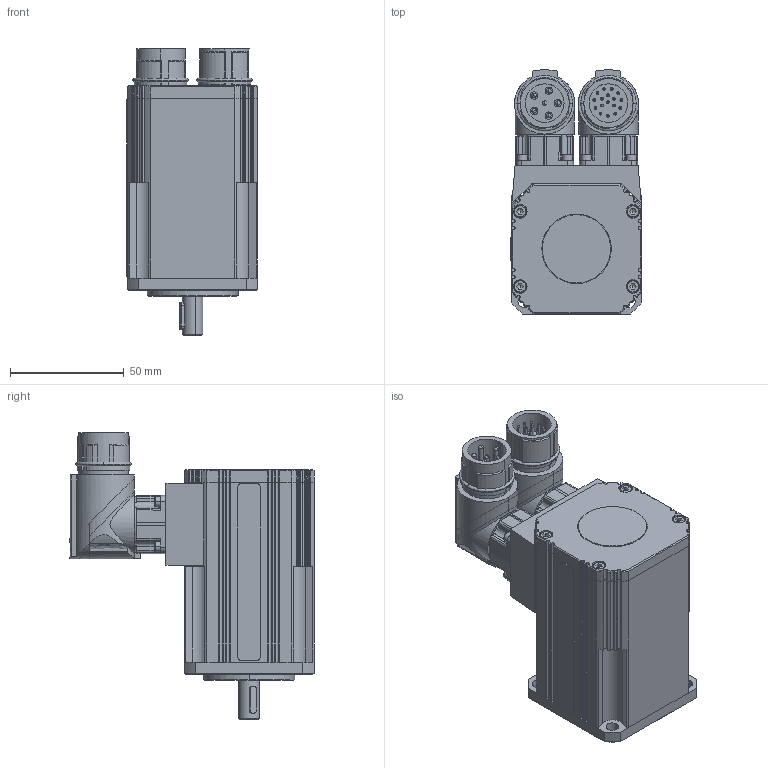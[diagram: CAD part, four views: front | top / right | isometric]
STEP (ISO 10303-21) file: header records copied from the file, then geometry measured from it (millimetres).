
FILE_DESCRIPTION((''),'2;1');
FILE_NAME('FP-55 + Resolver.stp','2011-11-09T09:32:18',('jlopez'),(''),'Autodesk Inventor 9','Autodesk Inventor 9','');
FILE_SCHEMA(('AUTOMOTIVE_DESIGN { 1 0 10303 214 1 1 1 1 }'));
Length unit declared in the file: millimetre
Products named in the file (1): Pieza1
Bounding box: 57.5 x 107.15 x 125.71 mm (x, y, z)
Volume: 344322.4 mm3; surface area: 59981.6 mm2
Topology: 1 solids, 26 shells, 1478 faces, 3841 edges, 2385 vertices
Faces by surface type: cylinder 644, plane 504, cone 116, bspline 116, torus 52, sphere 46
Entity records: 46595 total; most frequent: CARTESIAN_POINT 10912, DIRECTION 7706, ORIENTED_EDGE 7418, EDGE_CURVE 3709, AXIS2_PLACEMENT_3D 3003, VERTEX_POINT 2385, VECTOR 1700, LINE 1700
